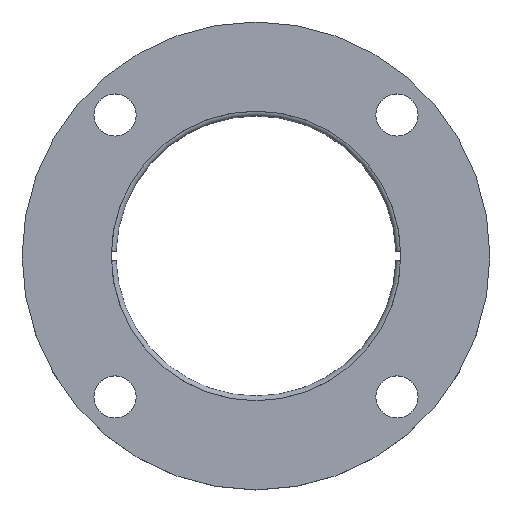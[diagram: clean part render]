
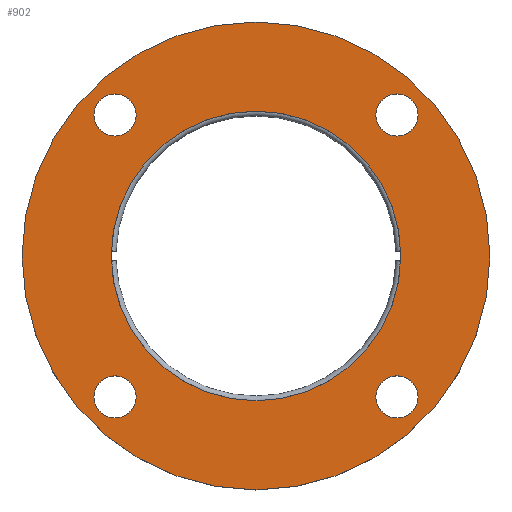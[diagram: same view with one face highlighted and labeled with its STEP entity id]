
A CAD part, top view. The second image highlights one B-rep face of the part: STEP entity #902.
In plain terms, the highlighted planar face has unit normal (0, 0, 1).
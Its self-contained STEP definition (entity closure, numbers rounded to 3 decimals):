
#29 = CARTESIAN_POINT ( 'NONE',  ( -42.25, -36.75, 0. ) ) ;
#52 = FACE_BOUND ( 'NONE', #1423, .T. ) ;
#65 = CARTESIAN_POINT ( 'NONE',  ( -36.75, -36.75, 0. ) ) ;
#71 = DIRECTION ( 'NONE',  ( 0., 0., -1. ) ) ;
#76 = CARTESIAN_POINT ( 'NONE',  ( 36.75, -36.75, 0. ) ) ;
#129 = CARTESIAN_POINT ( 'NONE',  ( 0., 0., 0. ) ) ;
#140 = CIRCLE ( 'NONE', #338, 5.5 ) ;
#152 = VERTEX_POINT ( 'NONE', #251 ) ;
#157 = CARTESIAN_POINT ( 'NONE',  ( -36.75, 36.75, 0. ) ) ;
#159 = DIRECTION ( 'NONE',  ( 0., 0., 1. ) ) ;
#169 = CARTESIAN_POINT ( 'NONE',  ( 36.75, 36.75, 0. ) ) ;
#171 = CARTESIAN_POINT ( 'NONE',  ( -61., 0., 0. ) ) ;
#191 = DIRECTION ( 'NONE',  ( -1., 0., 0. ) ) ;
#206 = DIRECTION ( 'NONE',  ( -1., 0., 0. ) ) ;
#207 = DIRECTION ( 'NONE',  ( 0., 0., -1. ) ) ;
#219 = CARTESIAN_POINT ( 'NONE',  ( 36.75, 36.75, 0. ) ) ;
#222 = VERTEX_POINT ( 'NONE', #171 ) ;
#227 = CIRCLE ( 'NONE', #997, 5.5 ) ;
#244 = DIRECTION ( 'NONE',  ( 1., 0., 0. ) ) ;
#251 = CARTESIAN_POINT ( 'NONE',  ( -31.25, -36.75, 0. ) ) ;
#252 = AXIS2_PLACEMENT_3D ( 'NONE', #129, #935, #244 ) ;
#261 = CARTESIAN_POINT ( 'NONE',  ( -31.25, 36.75, 0. ) ) ;
#276 = DIRECTION ( 'NONE',  ( -1., 0., 0. ) ) ;
#280 = CIRCLE ( 'NONE', #1332, 5.5 ) ;
#294 = FACE_BOUND ( 'NONE', #912, .T. ) ;
#295 = EDGE_LOOP ( 'NONE', ( #1400, #777 ) ) ;
#317 = EDGE_CURVE ( 'NONE', #1487, #222, #853, .T. ) ;
#325 = DIRECTION ( 'NONE',  ( -1., 0., 0. ) ) ;
#333 = FACE_BOUND ( 'NONE', #1459, .T. ) ;
#338 = AXIS2_PLACEMENT_3D ( 'NONE', #1136, #1140, #903 ) ;
#361 = DIRECTION ( 'NONE',  ( 1., 0., 0. ) ) ;
#377 = VERTEX_POINT ( 'NONE', #1394 ) ;
#387 = VERTEX_POINT ( 'NONE', #921 ) ;
#436 = EDGE_CURVE ( 'NONE', #854, #1246, #140, .T. ) ;
#445 = AXIS2_PLACEMENT_3D ( 'NONE', #65, #873, #191 ) ;
#476 = EDGE_CURVE ( 'NONE', #1141, #387, #1287, .T. ) ;
#478 = ORIENTED_EDGE ( 'NONE', *, *, #923, .T. ) ;
#513 = CARTESIAN_POINT ( 'NONE',  ( 42.25, -36.75, 0. ) ) ;
#530 = CIRCLE ( 'NONE', #979, 61. ) ;
#534 = DIRECTION ( 'NONE',  ( -1., 0., 0. ) ) ;
#542 = CARTESIAN_POINT ( 'NONE',  ( 0., 0., 0. ) ) ;
#552 = EDGE_CURVE ( 'NONE', #642, #377, #1251, .T. ) ;
#564 = FACE_OUTER_BOUND ( 'NONE', #600, .T. ) ;
#569 = CARTESIAN_POINT ( 'NONE',  ( 0., 0., 0. ) ) ;
#596 = ORIENTED_EDGE ( 'NONE', *, *, #712, .F. ) ;
#600 = EDGE_LOOP ( 'NONE', ( #1113, #478 ) ) ;
#607 = ORIENTED_EDGE ( 'NONE', *, *, #939, .T. ) ;
#641 = CARTESIAN_POINT ( 'NONE',  ( 61., 0., 0. ) ) ;
#642 = VERTEX_POINT ( 'NONE', #261 ) ;
#646 = DIRECTION ( 'NONE',  ( 1., 0., 0. ) ) ;
#666 = CIRCLE ( 'NONE', #1250, 5.5 ) ;
#679 = DIRECTION ( 'NONE',  ( 0., 0., 1. ) ) ;
#684 = ORIENTED_EDGE ( 'NONE', *, *, #476, .T. ) ;
#712 = EDGE_CURVE ( 'NONE', #1071, #1123, #1009, .T. ) ;
#717 = ORIENTED_EDGE ( 'NONE', *, *, #1379, .T. ) ;
#728 = CIRCLE ( 'NONE', #252, 37.75 ) ;
#748 = VERTEX_POINT ( 'NONE', #29 ) ;
#761 = CARTESIAN_POINT ( 'NONE',  ( -36.75, 36.75, 0. ) ) ;
#777 = ORIENTED_EDGE ( 'NONE', *, *, #552, .T. ) ;
#830 = CIRCLE ( 'NONE', #1058, 5.5 ) ;
#843 = CARTESIAN_POINT ( 'NONE',  ( 0., 0., 0. ) ) ;
#853 = CIRCLE ( 'NONE', #988, 61. ) ;
#854 = VERTEX_POINT ( 'NONE', #1206 ) ;
#870 = FACE_BOUND ( 'NONE', #1236, .T. ) ;
#873 = DIRECTION ( 'NONE',  ( 0., 0., -1. ) ) ;
#878 = AXIS2_PLACEMENT_3D ( 'NONE', #169, #1431, #1325 ) ;
#886 = DIRECTION ( 'NONE',  ( 0., 0., -1. ) ) ;
#891 = CARTESIAN_POINT ( 'NONE',  ( -36.75, -36.75, 0. ) ) ;
#894 = EDGE_CURVE ( 'NONE', #748, #152, #910, .T. ) ;
#900 = AXIS2_PLACEMENT_3D ( 'NONE', #1218, #1211, #534 ) ;
#902 = ADVANCED_FACE ( 'NONE', ( #52, #294, #333, #1481, #870, #564 ), #1108, .F. ) ;
#903 = DIRECTION ( 'NONE',  ( -1., 0., 0. ) ) ;
#910 = CIRCLE ( 'NONE', #445, 5.5 ) ;
#912 = EDGE_LOOP ( 'NONE', ( #1290, #607 ) ) ;
#921 = CARTESIAN_POINT ( 'NONE',  ( 31.25, 36.75, 0. ) ) ;
#923 = EDGE_CURVE ( 'NONE', #222, #1487, #530, .T. ) ;
#931 = CARTESIAN_POINT ( 'NONE',  ( 37.75, 0., 0. ) ) ;
#935 = DIRECTION ( 'NONE',  ( 0., 0., 1. ) ) ;
#939 = EDGE_CURVE ( 'NONE', #1246, #854, #830, .T. ) ;
#959 = CARTESIAN_POINT ( 'NONE',  ( 42.25, 36.75, 0. ) ) ;
#967 = DIRECTION ( 'NONE',  ( 0., 0., -1. ) ) ;
#968 = DIRECTION ( 'NONE',  ( 1., 0., 0. ) ) ;
#979 = AXIS2_PLACEMENT_3D ( 'NONE', #542, #1343, #646 ) ;
#988 = AXIS2_PLACEMENT_3D ( 'NONE', #569, #679, #361 ) ;
#997 = AXIS2_PLACEMENT_3D ( 'NONE', #891, #207, #1013 ) ;
#1009 = CIRCLE ( 'NONE', #1011, 37.75 ) ;
#1011 = AXIS2_PLACEMENT_3D ( 'NONE', #843, #159, #968 ) ;
#1013 = DIRECTION ( 'NONE',  ( -1., 0., 0. ) ) ;
#1014 = ORIENTED_EDGE ( 'NONE', *, *, #1052, .F. ) ;
#1022 = DIRECTION ( 'NONE',  ( 0., 0., -1. ) ) ;
#1052 = EDGE_CURVE ( 'NONE', #1123, #1071, #728, .T. ) ;
#1058 = AXIS2_PLACEMENT_3D ( 'NONE', #76, #886, #206 ) ;
#1071 = VERTEX_POINT ( 'NONE', #931 ) ;
#1108 = PLANE ( 'NONE',  #900 ) ;
#1113 = ORIENTED_EDGE ( 'NONE', *, *, #317, .T. ) ;
#1123 = VERTEX_POINT ( 'NONE', #1285 ) ;
#1136 = CARTESIAN_POINT ( 'NONE',  ( 36.75, -36.75, 0. ) ) ;
#1140 = DIRECTION ( 'NONE',  ( 0., 0., -1. ) ) ;
#1141 = VERTEX_POINT ( 'NONE', #959 ) ;
#1193 = EDGE_CURVE ( 'NONE', #377, #642, #280, .T. ) ;
#1204 = ORIENTED_EDGE ( 'NONE', *, *, #894, .T. ) ;
#1206 = CARTESIAN_POINT ( 'NONE',  ( 31.25, -36.75, 0. ) ) ;
#1211 = DIRECTION ( 'NONE',  ( 0., 0., -1. ) ) ;
#1218 = CARTESIAN_POINT ( 'NONE',  ( -37.75, 0., 0. ) ) ;
#1236 = EDGE_LOOP ( 'NONE', ( #596, #1014 ) ) ;
#1246 = VERTEX_POINT ( 'NONE', #513 ) ;
#1250 = AXIS2_PLACEMENT_3D ( 'NONE', #219, #1022, #325 ) ;
#1251 = CIRCLE ( 'NONE', #1340, 5.5 ) ;
#1285 = CARTESIAN_POINT ( 'NONE',  ( -37.75, 0., 0. ) ) ;
#1287 = CIRCLE ( 'NONE', #878, 5.5 ) ;
#1290 = ORIENTED_EDGE ( 'NONE', *, *, #436, .T. ) ;
#1297 = ORIENTED_EDGE ( 'NONE', *, *, #1508, .T. ) ;
#1325 = DIRECTION ( 'NONE',  ( -1., 0., 0. ) ) ;
#1332 = AXIS2_PLACEMENT_3D ( 'NONE', #157, #967, #276 ) ;
#1340 = AXIS2_PLACEMENT_3D ( 'NONE', #761, #71, #1450 ) ;
#1343 = DIRECTION ( 'NONE',  ( 0., 0., 1. ) ) ;
#1379 = EDGE_CURVE ( 'NONE', #387, #1141, #666, .T. ) ;
#1394 = CARTESIAN_POINT ( 'NONE',  ( -42.25, 36.75, 0. ) ) ;
#1400 = ORIENTED_EDGE ( 'NONE', *, *, #1193, .T. ) ;
#1423 = EDGE_LOOP ( 'NONE', ( #717, #684 ) ) ;
#1431 = DIRECTION ( 'NONE',  ( 0., 0., -1. ) ) ;
#1450 = DIRECTION ( 'NONE',  ( -1., 0., 0. ) ) ;
#1459 = EDGE_LOOP ( 'NONE', ( #1204, #1297 ) ) ;
#1481 = FACE_BOUND ( 'NONE', #295, .T. ) ;
#1487 = VERTEX_POINT ( 'NONE', #641 ) ;
#1508 = EDGE_CURVE ( 'NONE', #152, #748, #227, .T. ) ;
